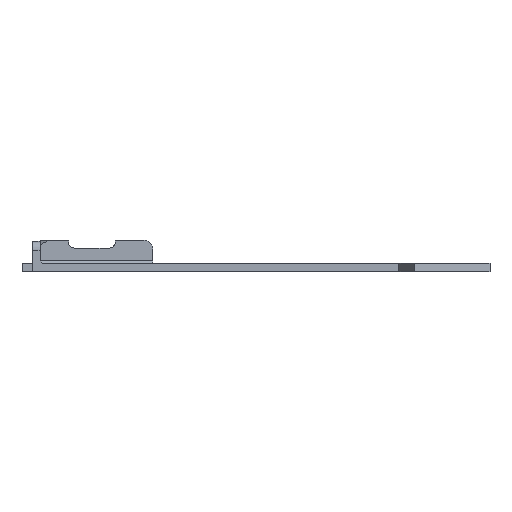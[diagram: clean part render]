
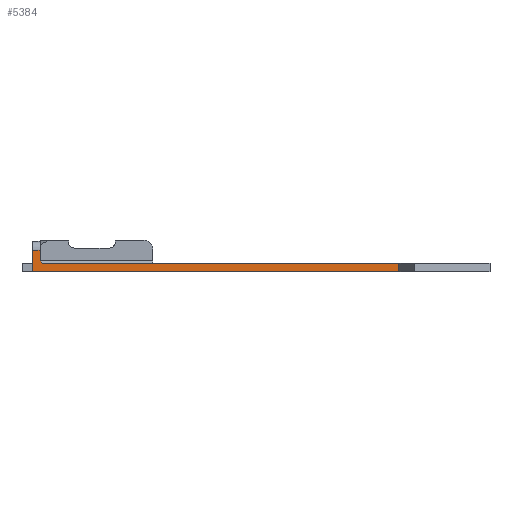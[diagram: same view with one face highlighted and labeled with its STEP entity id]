
A CAD part, left-side view. The second image highlights one B-rep face of the part: STEP entity #5384.
In plain terms, the highlighted planar face has unit normal (-1, 0, 0).
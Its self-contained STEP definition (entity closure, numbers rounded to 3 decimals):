
#531 = CARTESIAN_POINT ( 'NONE',  ( 164.585, -47.655, -2.2 ) ) ;
#1065 = DIRECTION ( 'NONE',  ( 0., 0., -1. ) ) ;
#1617 = VERTEX_POINT ( 'NONE', #531 ) ;
#2161 = CARTESIAN_POINT ( 'NONE',  ( 164.585, -49.655, -0.5 ) ) ;
#2958 = VECTOR ( 'NONE', #3891, 1000. ) ;
#3091 = VERTEX_POINT ( 'NONE', #21354 ) ;
#3630 = DIRECTION ( 'NONE',  ( -1., 0., 0. ) ) ;
#3891 = DIRECTION ( 'NONE',  ( 0., -1., 0. ) ) ;
#4343 = CARTESIAN_POINT ( 'NONE',  ( 164.585, -49.03, 0.125 ) ) ;
#5281 = CARTESIAN_POINT ( 'NONE',  ( 164.585, -121.58, -0.5 ) ) ;
#5384 = ADVANCED_FACE ( 'NONE', ( #16648 ), #19548, .T. ) ;
#6920 = LINE ( 'NONE', #4343, #19532 ) ;
#7412 = VECTOR ( 'NONE', #21931, 1000. ) ;
#8954 = VECTOR ( 'NONE', #12503, 1000. ) ;
#8971 = CARTESIAN_POINT ( 'NONE',  ( 164.585, -49.155, 2.15 ) ) ;
#9539 = ORIENTED_EDGE ( 'NONE', *, *, #12760, .F. ) ;
#10352 = VERTEX_POINT ( 'NONE', #29740 ) ;
#11028 = CARTESIAN_POINT ( 'NONE',  ( 164.585, -121.58, -2.2 ) ) ;
#11234 = VECTOR ( 'NONE', #18211, 1000. ) ;
#12021 = CARTESIAN_POINT ( 'NONE',  ( 164.585, -47.655, -0.5 ) ) ;
#12400 = CARTESIAN_POINT ( 'NONE',  ( 164.585, -47.655, -2. ) ) ;
#12503 = DIRECTION ( 'NONE',  ( 0., -1., 0. ) ) ;
#12552 = ORIENTED_EDGE ( 'NONE', *, *, #14310, .F. ) ;
#12748 = ORIENTED_EDGE ( 'NONE', *, *, #27116, .F. ) ;
#12760 = EDGE_CURVE ( 'NONE', #19706, #10352, #19375, .T. ) ;
#13610 = ORIENTED_EDGE ( 'NONE', *, *, #27058, .F. ) ;
#14078 = DIRECTION ( 'NONE',  ( 0., 0., 1. ) ) ;
#14310 = EDGE_CURVE ( 'NONE', #3091, #19706, #14728, .T. ) ;
#14622 = EDGE_CURVE ( 'NONE', #20538, #27673, #24260, .T. ) ;
#14627 = VECTOR ( 'NONE', #14956, 1000. ) ;
#14728 = LINE ( 'NONE', #25138, #8954 ) ;
#14788 = DIRECTION ( 'NONE',  ( 0., -0.707, -0.707 ) ) ;
#14956 = DIRECTION ( 'NONE',  ( 0., 0., 1. ) ) ;
#15857 = VERTEX_POINT ( 'NONE', #11028 ) ;
#16648 = FACE_OUTER_BOUND ( 'NONE', #28646, .T. ) ;
#18211 = DIRECTION ( 'NONE',  ( 0., 0., -1. ) ) ;
#19375 = LINE ( 'NONE', #24828, #31774 ) ;
#19532 = VECTOR ( 'NONE', #14788, 1000. ) ;
#19548 = PLANE ( 'NONE',  #23876 ) ;
#19706 = VERTEX_POINT ( 'NONE', #8971 ) ;
#20538 = VERTEX_POINT ( 'NONE', #2161 ) ;
#21354 = CARTESIAN_POINT ( 'NONE',  ( 164.585, -47.655, 2.15 ) ) ;
#21692 = CARTESIAN_POINT ( 'NONE',  ( 164.585, -47.655, -0.5 ) ) ;
#21769 = CARTESIAN_POINT ( 'NONE',  ( 164.585, -47.655, -2.2 ) ) ;
#21931 = DIRECTION ( 'NONE',  ( 0., 1., 0. ) ) ;
#22102 = LINE ( 'NONE', #21769, #7412 ) ;
#23128 = ORIENTED_EDGE ( 'NONE', *, *, #30020, .F. ) ;
#23334 = CARTESIAN_POINT ( 'NONE',  ( 164.585, -121.58, 0. ) ) ;
#23876 = AXIS2_PLACEMENT_3D ( 'NONE', #12021, #3630, #14078 ) ;
#24260 = LINE ( 'NONE', #21692, #2958 ) ;
#24828 = CARTESIAN_POINT ( 'NONE',  ( 164.585, -49.155, -2. ) ) ;
#25138 = CARTESIAN_POINT ( 'NONE',  ( 164.585, -47.655, 2.15 ) ) ;
#27058 = EDGE_CURVE ( 'NONE', #27673, #15857, #28469, .T. ) ;
#27116 = EDGE_CURVE ( 'NONE', #15857, #1617, #22102, .T. ) ;
#27673 = VERTEX_POINT ( 'NONE', #5281 ) ;
#28469 = LINE ( 'NONE', #23334, #11234 ) ;
#28646 = EDGE_LOOP ( 'NONE', ( #13610, #30038, #23128, #9539, #12552, #29362, #12748 ) ) ;
#29362 = ORIENTED_EDGE ( 'NONE', *, *, #29974, .F. ) ;
#29740 = CARTESIAN_POINT ( 'NONE',  ( 164.585, -49.155, 0. ) ) ;
#29974 = EDGE_CURVE ( 'NONE', #1617, #3091, #33085, .T. ) ;
#30020 = EDGE_CURVE ( 'NONE', #10352, #20538, #6920, .T. ) ;
#30038 = ORIENTED_EDGE ( 'NONE', *, *, #14622, .F. ) ;
#31774 = VECTOR ( 'NONE', #1065, 1000. ) ;
#33085 = LINE ( 'NONE', #12400, #14627 ) ;
